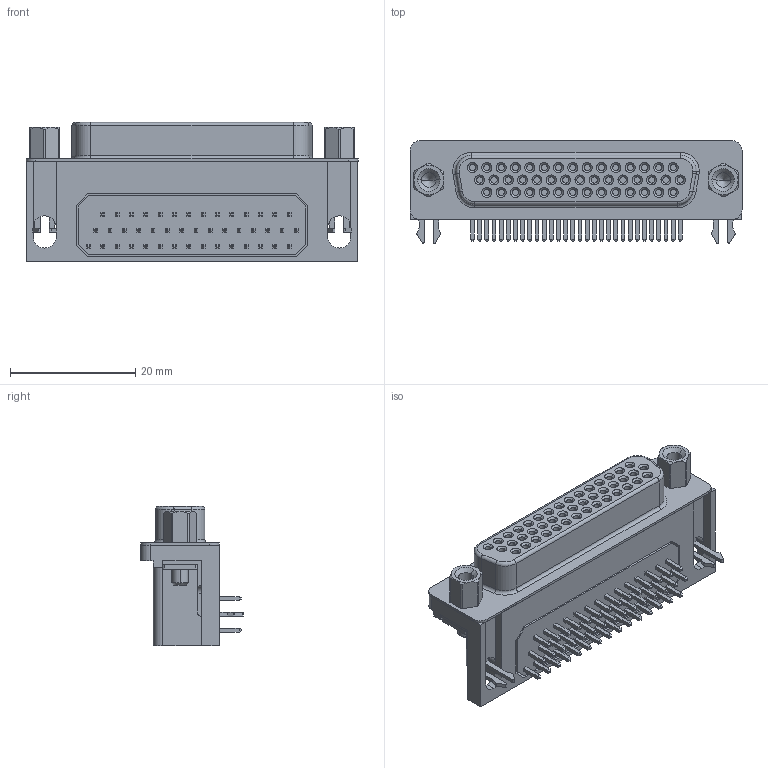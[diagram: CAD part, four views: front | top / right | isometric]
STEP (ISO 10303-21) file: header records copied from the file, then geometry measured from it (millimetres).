
FILE_DESCRIPTION (( 'STEP AP214' ), '1' );
FILE_NAME ('KF66X-B44S-NJ_rA1.STEP', '2012-02-27T19:15:51', ( ' ' ), ( ' ' ), 'SwSTEP 2.0', 'SolidWorks 2007', '' );
FILE_SCHEMA (( 'AUTOMOTIVE_DESIGN' ));
Length unit declared in the file: millimetre
Products named in the file (1): KF66X-B44S-NJ_rA1
Bounding box: 53.04 x 16.35 x 22.22 mm (x, y, z)
Volume: 9775.7 mm3; surface area: 5891.9 mm2
Topology: 1 solids, 1 shells, 899 faces, 2061 edges, 1255 vertices
Faces by surface type: plane 577, cylinder 190, cone 118, torus 14
Entity records: 32217 total; most frequent: DIRECTION 4350, CARTESIAN_POINT 4342, ORIENTED_EDGE 4114, EDGE_CURVE 2057, VECTOR 1528, LINE 1528, AXIS2_PLACEMENT_3D 1411, VERTEX_POINT 1255
